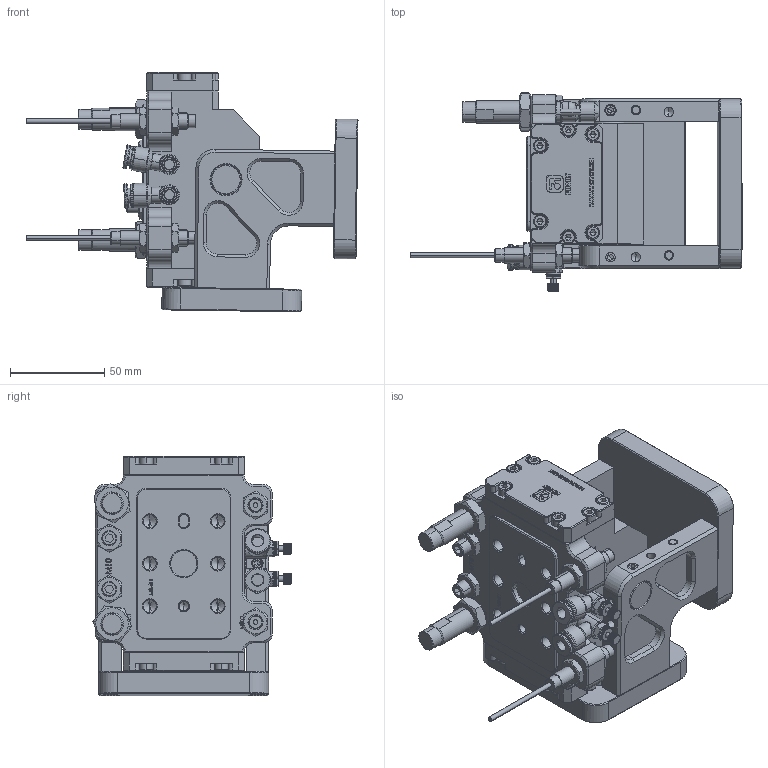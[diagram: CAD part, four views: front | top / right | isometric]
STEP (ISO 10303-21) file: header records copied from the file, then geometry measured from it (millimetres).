
FILE_DESCRIPTION (( 'STEP AP203' ), '1' );
FILE_NAME ('90僅啊詰-PLUS.STEP', '2019-04-26T01:11:01', ( 'User' ), ( 'Microsoft' ), 'SwSTEP 2.0', 'SolidWorks 2015', '' );
FILE_SCHEMA (( 'CONFIG_CONTROL_DESIGN' ));
Length unit declared in the file: millimetre
Products named in the file (20): hex thin nuts-grades ab-chamfered gb_GB_FASTENER_NUT_STNAB M8-N; hexagon socket set screws with dog point gb_GB_FASTENER_SCREWS_ISCCB M6X10-N; M12X1遣喳詰敕; hex thin nuts grades ab gb_GB_FASTENER_NUT_STNABTT M12X1.5-N; M12X1遣喳詰羲; 諉輪羲壽M8; 摇摆缸-PLUS壳体发客户; 幗翐5X4; hex thin nuts grades ab gb_GB_FASTENER_NUT_STNABTT M8X1.0-N; 摇摆齿轮轴-PLUS发客户; 幗翐5X8; ァ奪俔褒諉芛M5; FY牷旋-PLUS; 90僅啊詰-PLUS; 摇摆缸-夹爪安装法兰; ヶ傷裔楷諦誧; hexagon socket head cap screws gb_GB_FASTENER_SCREWS_HSHCS M5X20-N; hexagon socket head cap screws gb_GB_FASTENER_SCREWS_HSHCS M4X16-N; 茞隅弇覃誹蹟隊M8X35; hexagon socket head cap screws gb_GB_FASTENER_SCREWS_HSHCS M4X12-N
Assembly tree (50 placements, depth 2):
  90僅啊詰-PLUS
    摇摆缸-PLUS壳体发客户
    摇摆齿轮轴-PLUS发客户
    FY牷旋-PLUS  x2
    ヶ傷裔楷諦誧  x2
    hexagon socket head cap screws gb_GB_FASTENER_SCREWS_HSHCS M4X16-N  x8
    hexagon socket head cap screws gb_GB_FASTENER_SCREWS_HSHCS M4X12-N  x4
    hexagon socket set screws with dog point gb_GB_FASTENER_SCREWS_ISCCB M6X10-N  x4
    hex thin nuts grades ab gb_GB_FASTENER_NUT_STNABTT M12X1.5-N  x2
    諉輪羲壽M8  x2
    hex thin nuts grades ab gb_GB_FASTENER_NUT_STNABTT M8X1.0-N  x4
    ァ奪俔褒諉芛M5  x2
    摇摆缸-夹爪安装法兰  x2
    hexagon socket head cap screws gb_GB_FASTENER_SCREWS_HSHCS M5X20-N  x4
    茞隅弇覃誹蹟隊M8X35  x2
    hex thin nuts-grades ab-chamfered gb_GB_FASTENER_NUT_STNAB M8-N  x4
    M12X1遣喳詰敕
    M12X1遣喳詰羲
    幗翐5X4  x2
    幗翐5X8  x2
Bounding box: 175.97 x 105.3 x 127.09 mm (x, y, z)
Volume: 651376.3 mm3; surface area: 152698 mm2
Topology: 50 solids, 59 shells, 3012 faces, 7515 edges, 4693 vertices
Faces by surface type: plane 1522, cylinder 606, cone 568, bspline 236, torus 76, sphere 4
Entity records: 62864 total; most frequent: CARTESIAN_POINT 21897, ORIENTED_EDGE 8066, DIRECTION 7468, EDGE_CURVE 4033, VECTOR 2584, LINE 2584, VERTEX_POINT 2563, AXIS2_PLACEMENT_3D 2442
